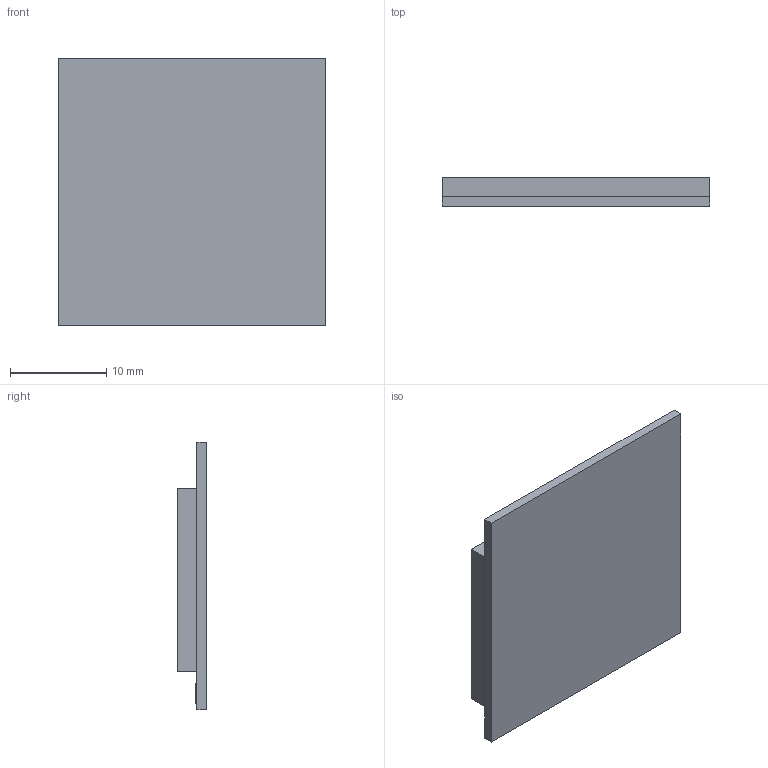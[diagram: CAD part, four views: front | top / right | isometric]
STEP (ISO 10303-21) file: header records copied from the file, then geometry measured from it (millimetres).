
FILE_DESCRIPTION (( 'STEP AP214' ), '1' );
FILE_NAME ('SSD1306.STEP', '2018-08-09T11:00:16', ( 'Pol_zovatel_ Windows' ), ( '' ), 'SwSTEP 2.0', 'SolidWorks 2016', '' );
FILE_SCHEMA (( 'AUTOMOTIVE_DESIGN' ));
Length unit declared in the file: millimetre
Products named in the file (1): SSD1306
Bounding box: 27.8 x 3 x 27.8 mm (x, y, z)
Volume: 1830.5 mm3; surface area: 2928.1 mm2
Topology: 6 solids, 6 shells, 28 faces, 48 edges, 32 vertices
Faces by surface type: plane 20, cylinder 8
Entity records: 879 total; most frequent: DIRECTION 122, CARTESIAN_POINT 109, ORIENTED_EDGE 96, EDGE_CURVE 48, AXIS2_PLACEMENT_3D 45, VERTEX_POINT 32, LINE 32, VECTOR 32
